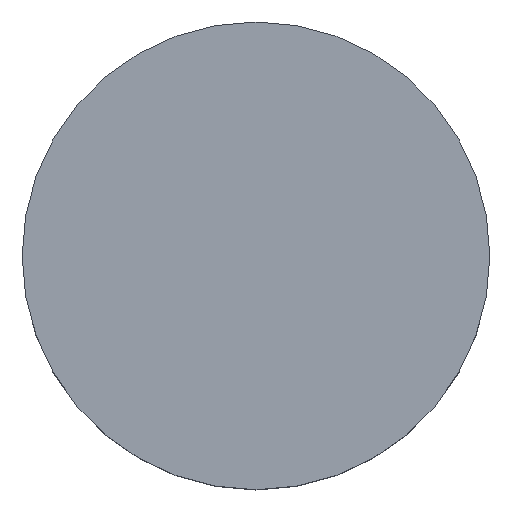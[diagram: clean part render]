
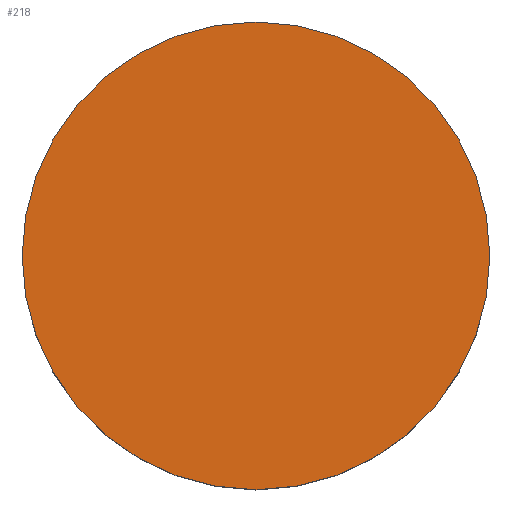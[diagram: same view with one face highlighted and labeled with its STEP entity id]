
A CAD part, top view. The second image highlights one B-rep face of the part: STEP entity #218.
In plain terms, the highlighted planar face has unit normal (0, 0, 1).
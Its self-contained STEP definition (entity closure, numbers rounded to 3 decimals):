
#5 = CARTESIAN_POINT ( 'NONE',  ( 0., 0., 10. ) ) ;
#29 = ORIENTED_EDGE ( 'NONE', *, *, #121, .T. ) ;
#40 = DIRECTION ( 'NONE',  ( 0., 0., 1. ) ) ;
#86 = VERTEX_POINT ( 'NONE', #235 ) ;
#93 = DIRECTION ( 'NONE',  ( 0., 0., 1. ) ) ;
#97 = DIRECTION ( 'NONE',  ( 0., 0., 1. ) ) ;
#98 = PLANE ( 'NONE',  #234 ) ;
#111 = EDGE_CURVE ( 'NONE', #86, #211, #130, .T. ) ;
#119 = CARTESIAN_POINT ( 'NONE',  ( 0., 0., 10. ) ) ;
#121 = EDGE_CURVE ( 'NONE', #211, #86, #187, .T. ) ;
#122 = DIRECTION ( 'NONE',  ( 1., 0., 0. ) ) ;
#130 = CIRCLE ( 'NONE', #224, 15. ) ;
#135 = DIRECTION ( 'NONE',  ( 1., 0., 0. ) ) ;
#147 = AXIS2_PLACEMENT_3D ( 'NONE', #214, #97, #135 ) ;
#155 = EDGE_LOOP ( 'NONE', ( #230, #29 ) ) ;
#156 = CARTESIAN_POINT ( 'NONE',  ( 15., 0., 10. ) ) ;
#170 = FACE_OUTER_BOUND ( 'NONE', #155, .T. ) ;
#187 = CIRCLE ( 'NONE', #147, 15. ) ;
#211 = VERTEX_POINT ( 'NONE', #156 ) ;
#214 = CARTESIAN_POINT ( 'NONE',  ( 0., 0., 10. ) ) ;
#218 = ADVANCED_FACE ( 'NONE', ( #170 ), #98, .T. ) ;
#224 = AXIS2_PLACEMENT_3D ( 'NONE', #119, #93, #238 ) ;
#230 = ORIENTED_EDGE ( 'NONE', *, *, #111, .T. ) ;
#234 = AXIS2_PLACEMENT_3D ( 'NONE', #5, #40, #122 ) ;
#235 = CARTESIAN_POINT ( 'NONE',  ( -15., 0., 10. ) ) ;
#238 = DIRECTION ( 'NONE',  ( 1., 0., 0. ) ) ;
